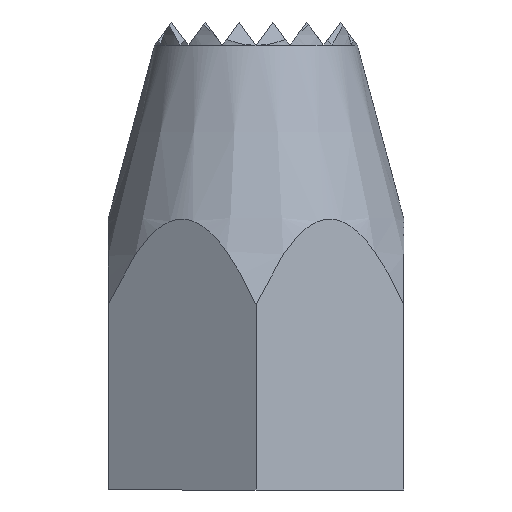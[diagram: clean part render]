
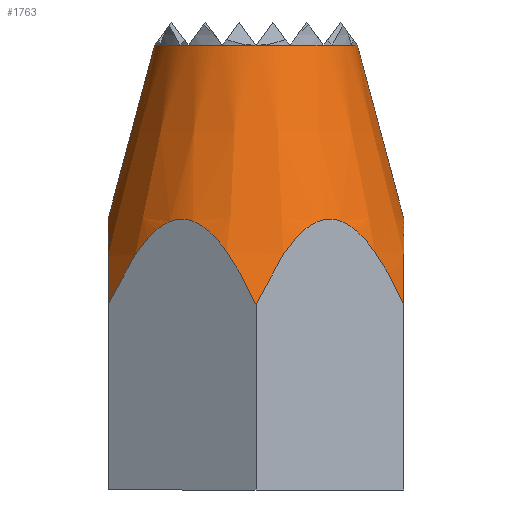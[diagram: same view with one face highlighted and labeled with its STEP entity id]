
A CAD part, left-side view. The second image highlights one B-rep face of the part: STEP entity #1763.
In plain terms, the highlighted conical face has half-angle 15 degrees and reference radius 8.725 mm.
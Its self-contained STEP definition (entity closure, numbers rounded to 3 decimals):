
#649=VERTEX_POINT('',#1892);
#671=VERTEX_POINT('',#1916);
#721=EDGE_CURVE('',#879,#843,#1975,.T.);
#755=EDGE_CURVE('',#789,#821,#2014,.T.);
#789=VERTEX_POINT('',#2057);
#821=VERTEX_POINT('',#2094);
#843=VERTEX_POINT('',#2120);
#879=VERTEX_POINT('',#2158);
#977=EDGE_CURVE('',#843,#671,#2270,.T.);
#1177=VERTEX_POINT('',#2498);
#1503=EDGE_CURVE('',#1177,#879,#2868,.T.);
#1669=EDGE_CURVE('',#671,#1857,#3059,.T.);
#1695=EDGE_CURVE('',#821,#649,#3091,.T.);
#1733=EDGE_CURVE('',#649,#1743,#3130,.T.);
#1735=EDGE_CURVE('',#1743,#1177,#3132,.T.);
#1743=VERTEX_POINT('',#3140);
#1763=ADVANCED_FACE('',(#3161),#3162,.T.);
#1793=EDGE_CURVE('',#1857,#789,#3198,.T.);
#1857=VERTEX_POINT('',#3272);
#1892=CARTESIAN_POINT('',(0.,-6.5,28.5));
#1916=CARTESIAN_POINT('',(-5.475,9.483,11.892));
#1975=LINE('',#3418,#3419);
#2014=(B_SPLINE_CURVE(2,(#3472,#3473,#3474),.UNSPECIFIED.,.F.,.F.)B_SPLINE_CURVE_WITH_KNOTS((3,3),(0.0,15.486),.UNSPECIFIED.)RATIONAL_B_SPLINE_CURVE((1.0,1.155,1.0))BOUNDED_CURVE()REPRESENTATION_ITEM('')GEOMETRIC_REPRESENTATION_ITEM()CURVE());
#2057=CARTESIAN_POINT('',(-5.475,-9.483,11.892));
#2094=CARTESIAN_POINT('',(0.,-9.483,17.367));
#2120=CARTESIAN_POINT('',(0.,9.483,17.367));
#2158=CARTESIAN_POINT('',(0.,6.5,28.5));
#2270=(B_SPLINE_CURVE(2,(#3820,#3821,#3822),.UNSPECIFIED.,.F.,.F.)B_SPLINE_CURVE_WITH_KNOTS((3,3),(0.0,15.486),.UNSPECIFIED.)RATIONAL_B_SPLINE_CURVE((1.0,1.155,1.0))BOUNDED_CURVE()REPRESENTATION_ITEM('')GEOMETRIC_REPRESENTATION_ITEM()CURVE());
#2498=CARTESIAN_POINT('',(-6.5,0.,28.5));
#2868=CIRCLE('',#4681,6.5);
#3059=(B_SPLINE_CURVE(2,(#4954,#4955,#4956),.UNSPECIFIED.,.F.,.F.)B_SPLINE_CURVE_WITH_KNOTS((3,3),(0.0,15.486),.UNSPECIFIED.)RATIONAL_B_SPLINE_CURVE((1.0,1.155,1.0))BOUNDED_CURVE()REPRESENTATION_ITEM('')GEOMETRIC_REPRESENTATION_ITEM()CURVE());
#3091=LINE('',#4998,#4999);
#3130=CIRCLE('',#5054,6.5);
#3132=CIRCLE('',#5057,6.5);
#3140=CARTESIAN_POINT('',(-2.167,-6.128,28.5));
#3161=FACE_OUTER_BOUND('',#5097,.T.);
#3162=CONICAL_SURFACE('',#5098,8.725,0.262);
#3198=(B_SPLINE_CURVE(2,(#5142,#5143,#5144),.UNSPECIFIED.,.F.,.F.)B_SPLINE_CURVE_WITH_KNOTS((3,3),(0.0,15.486),.UNSPECIFIED.)RATIONAL_B_SPLINE_CURVE((1.0,1.155,1.0))BOUNDED_CURVE()REPRESENTATION_ITEM('')GEOMETRIC_REPRESENTATION_ITEM()CURVE());
#3272=CARTESIAN_POINT('',(-10.95,0.,11.892));
#3418=CARTESIAN_POINT('',(0.,8.725,20.196));
#3419=VECTOR('',#5404,1.0);
#3472=CARTESIAN_POINT('',(-5.475,-9.483,11.892));
#3473=CARTESIAN_POINT('',(0.,-9.483,22.109));
#3474=CARTESIAN_POINT('',(5.475,-9.483,11.892));
#3820=CARTESIAN_POINT('',(5.475,9.483,11.892));
#3821=CARTESIAN_POINT('',(0.,9.483,22.109));
#3822=CARTESIAN_POINT('',(-5.475,9.483,11.892));
#4681=AXIS2_PLACEMENT_3D('',#6503,#6504,#6505);
#4954=CARTESIAN_POINT('',(-5.475,9.483,11.892));
#4955=CARTESIAN_POINT('',(-8.213,4.741,22.109));
#4956=CARTESIAN_POINT('',(-10.95,0.,11.892));
#4998=CARTESIAN_POINT('',(0.,-8.725,20.196));
#4999=VECTOR('',#6805,1.0);
#5054=AXIS2_PLACEMENT_3D('',#6828,#6829,#6830);
#5057=AXIS2_PLACEMENT_3D('',#6831,#6832,#6833);
#5097=EDGE_LOOP('',(#6854,#6855,#6856,#6857,#6858,#6859,#6860,#6861,#6862));
#5098=AXIS2_PLACEMENT_3D('',#6863,#6864,#6865);
#5142=CARTESIAN_POINT('',(-10.95,0.,11.892));
#5143=CARTESIAN_POINT('',(-8.212,-4.741,22.109));
#5144=CARTESIAN_POINT('',(-5.475,-9.483,11.892));
#5404=DIRECTION('',(0.,0.259,-0.966));
#6503=CARTESIAN_POINT('',(0.,0.,28.5));
#6504=DIRECTION('',(0.0,0.0,-1.0));
#6505=DIRECTION('',(0.,1.0,0.0));
#6805=DIRECTION('',(0.,0.259,0.966));
#6828=CARTESIAN_POINT('',(0.,0.,28.5));
#6829=DIRECTION('',(0.0,0.0,-1.0));
#6830=DIRECTION('',(0.,1.0,0.0));
#6831=CARTESIAN_POINT('',(0.,0.,28.5));
#6832=DIRECTION('',(0.0,0.0,-1.0));
#6833=DIRECTION('',(0.,1.0,0.0));
#6854=ORIENTED_EDGE('',*,*,#721,.T.);
#6855=ORIENTED_EDGE('',*,*,#977,.T.);
#6856=ORIENTED_EDGE('',*,*,#1669,.T.);
#6857=ORIENTED_EDGE('',*,*,#1793,.T.);
#6858=ORIENTED_EDGE('',*,*,#755,.T.);
#6859=ORIENTED_EDGE('',*,*,#1695,.T.);
#6860=ORIENTED_EDGE('',*,*,#1733,.T.);
#6861=ORIENTED_EDGE('',*,*,#1735,.T.);
#6862=ORIENTED_EDGE('',*,*,#1503,.T.);
#6863=CARTESIAN_POINT('',(0.,0.,20.196));
#6864=DIRECTION('',(0.0,-0.0,-1.0));
#6865=DIRECTION('',(0.,1.0,0.0));
